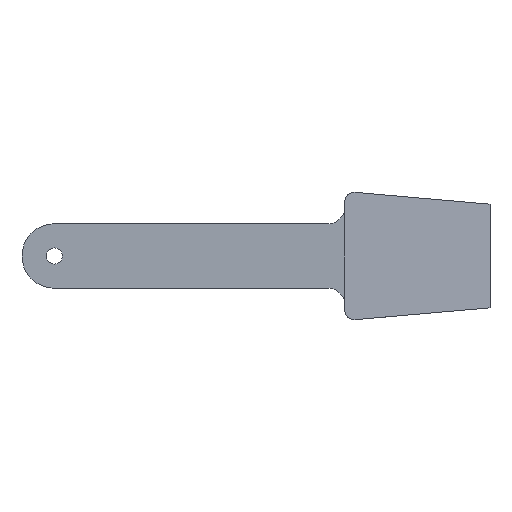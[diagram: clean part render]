
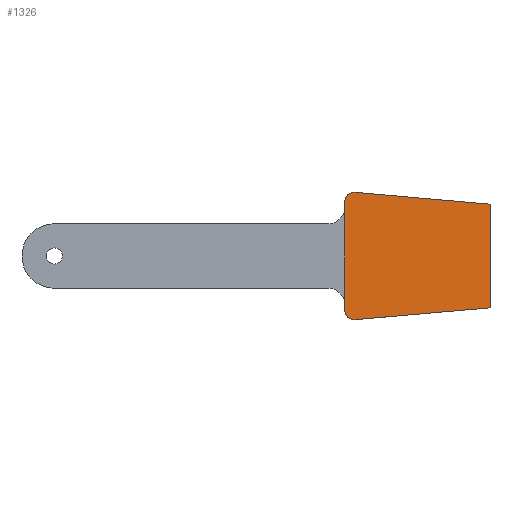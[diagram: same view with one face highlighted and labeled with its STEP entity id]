
A CAD part, top view. The second image highlights one B-rep face of the part: STEP entity #1326.
In plain terms, the highlighted planar face has unit normal (0.056, 0, 0.999).
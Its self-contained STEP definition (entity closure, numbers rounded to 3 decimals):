
#134 = CYLINDRICAL_SURFACE('',#135,3.);
#135 = AXIS2_PLACEMENT_3D('',#136,#137,#138);
#136 = CARTESIAN_POINT('',(53.,-16.726,0.));
#137 = DIRECTION('',(0.,0.,1.));
#138 = DIRECTION('',(0.087,-0.996,0.));
#162 = PLANE('',#163);
#163 = AXIS2_PLACEMENT_3D('',#164,#165,#166);
#164 = CARTESIAN_POINT('',(95.,-16.063,0.));
#165 = DIRECTION('',(0.087,-0.996,0.));
#166 = DIRECTION('',(-0.996,-0.087,0.));
#190 = PLANE('',#191);
#191 = AXIS2_PLACEMENT_3D('',#192,#193,#194);
#192 = CARTESIAN_POINT('',(95.,16.063,0.));
#193 = DIRECTION('',(1.,0.,0.));
#194 = DIRECTION('',(0.,-1.,0.));
#218 = PLANE('',#219);
#219 = AXIS2_PLACEMENT_3D('',#220,#221,#222);
#220 = CARTESIAN_POINT('',(50.,20.,0.));
#221 = DIRECTION('',(0.087,0.996,0.));
#222 = DIRECTION('',(0.996,-0.087,0.));
#247 = CYLINDRICAL_SURFACE('',#248,3.);
#248 = AXIS2_PLACEMENT_3D('',#249,#250,#251);
#249 = CARTESIAN_POINT('',(53.,16.726,0.));
#250 = DIRECTION('',(0.,0.,1.));
#251 = DIRECTION('',(0.087,0.996,0.));
#510 = PLANE('',#511);
#511 = AXIS2_PLACEMENT_3D('',#512,#513,#514);
#512 = CARTESIAN_POINT('',(26.184,0.,3.));
#513 = DIRECTION('',(0.,0.,1.));
#514 = DIRECTION('',(1.,0.,0.));
#802 = EDGE_CURVE('',#803,#805,#807,.T.);
#803 = VERTEX_POINT('',#804);
#804 = CARTESIAN_POINT('',(53.261,-19.715,
    2.819));
#805 = VERTEX_POINT('',#806);
#806 = CARTESIAN_POINT('',(50.,-16.751,3.));
#807 = SURFACE_CURVE('',#808,(#813,#823),.PCURVE_S1.);
#808 = ELLIPSE('',#809,3.005,3.);
#809 = AXIS2_PLACEMENT_3D('',#810,#811,#812);
#810 = CARTESIAN_POINT('',(53.,-16.726,2.833));
#811 = DIRECTION('',(-0.055,0.,
    -0.998));
#812 = DIRECTION('',(-0.998,0.,
    0.055));
#813 = PCURVE('',#134,#814);
#814 = DEFINITIONAL_REPRESENTATION('',(#815),#822);
#815 = B_SPLINE_CURVE_WITH_KNOTS('',5,(#816,#817,#818,#819,#820,#821),
  .UNSPECIFIED.,.F.,.F.,(6,6),(4.625,6.275),
  .PIECEWISE_BEZIER_KNOTS.);
#816 = CARTESIAN_POINT('',(0.,2.819));
#817 = CARTESIAN_POINT('',(-0.33,2.874));
#818 = CARTESIAN_POINT('',(-0.66,2.93));
#819 = CARTESIAN_POINT('',(-0.99,2.976));
#820 = CARTESIAN_POINT('',(-1.32,3.));
#821 = CARTESIAN_POINT('',(-1.65,3.));
#822 = ( GEOMETRIC_REPRESENTATION_CONTEXT(2) 
PARAMETRIC_REPRESENTATION_CONTEXT() REPRESENTATION_CONTEXT('2D SPACE',''
  ) );
#823 = PCURVE('',#824,#829);
#824 = PLANE('',#825);
#825 = AXIS2_PLACEMENT_3D('',#826,#827,#828);
#826 = CARTESIAN_POINT('',(72.5,16.063,1.75));
#827 = DIRECTION('',(0.055,0.,
    0.998));
#828 = DIRECTION('',(0.,1.,0.));
#829 = DEFINITIONAL_REPRESENTATION('',(#830),#838);
#830 = ( BOUNDED_CURVE() B_SPLINE_CURVE(2,(#831,#832,#833,#834,#835,#836
,#837),.UNSPECIFIED.,.T.,.F.) B_SPLINE_CURVE_WITH_KNOTS((1,2,2,2,2,1),(
    -2.094,0.,2.094,4.189,6.283,
8.378),.UNSPECIFIED.) CURVE() GEOMETRIC_REPRESENTATION_ITEM() 
RATIONAL_B_SPLINE_CURVE((1.,0.5,1.,0.5,1.,0.5,1.)) REPRESENTATION_ITEM(
  '') );
#831 = CARTESIAN_POINT('',(-32.789,22.535));
#832 = CARTESIAN_POINT('',(-27.593,22.535));
#833 = CARTESIAN_POINT('',(-30.191,18.028));
#834 = CARTESIAN_POINT('',(-32.789,13.521));
#835 = CARTESIAN_POINT('',(-35.387,18.028));
#836 = CARTESIAN_POINT('',(-37.985,22.535));
#837 = CARTESIAN_POINT('',(-32.789,22.535));
#838 = ( GEOMETRIC_REPRESENTATION_CONTEXT(2) 
PARAMETRIC_REPRESENTATION_CONTEXT() REPRESENTATION_CONTEXT('2D SPACE',''
  ) );
#941 = EDGE_CURVE('',#942,#803,#944,.T.);
#942 = VERTEX_POINT('',#943);
#943 = CARTESIAN_POINT('',(95.,-16.063,0.5));
#944 = SURFACE_CURVE('',#945,(#949,#956),.PCURVE_S1.);
#945 = LINE('',#946,#947);
#946 = CARTESIAN_POINT('',(85.239,-16.917,
    1.042));
#947 = VECTOR('',#948,1.);
#948 = DIRECTION('',(-0.995,-0.087,
    0.055));
#949 = PCURVE('',#162,#950);
#950 = DEFINITIONAL_REPRESENTATION('',(#951),#955);
#951 = LINE('',#952,#953);
#952 = CARTESIAN_POINT('',(9.798,-1.042));
#953 = VECTOR('',#954,1.);
#954 = DIRECTION('',(0.998,-0.055));
#955 = ( GEOMETRIC_REPRESENTATION_CONTEXT(2) 
PARAMETRIC_REPRESENTATION_CONTEXT() REPRESENTATION_CONTEXT('2D SPACE',''
  ) );
#956 = PCURVE('',#824,#957);
#957 = DEFINITIONAL_REPRESENTATION('',(#958),#962);
#958 = LINE('',#959,#960);
#959 = CARTESIAN_POINT('',(-32.98,-12.759));
#960 = VECTOR('',#961,1.);
#961 = DIRECTION('',(-0.087,0.996));
#962 = ( GEOMETRIC_REPRESENTATION_CONTEXT(2) 
PARAMETRIC_REPRESENTATION_CONTEXT() REPRESENTATION_CONTEXT('2D SPACE',''
  ) );
#1041 = VERTEX_POINT('',#1042);
#1042 = CARTESIAN_POINT('',(95.,16.063,0.5));
#1063 = EDGE_CURVE('',#1041,#942,#1064,.T.);
#1064 = SURFACE_CURVE('',#1065,(#1069,#1076),.PCURVE_S1.);
#1065 = LINE('',#1066,#1067);
#1066 = CARTESIAN_POINT('',(95.,16.063,0.5));
#1067 = VECTOR('',#1068,1.);
#1068 = DIRECTION('',(0.,-1.,0.));
#1069 = PCURVE('',#190,#1070);
#1070 = DEFINITIONAL_REPRESENTATION('',(#1071),#1075);
#1071 = LINE('',#1072,#1073);
#1072 = CARTESIAN_POINT('',(0.,-0.5));
#1073 = VECTOR('',#1074,1.);
#1074 = DIRECTION('',(1.,0.));
#1075 = ( GEOMETRIC_REPRESENTATION_CONTEXT(2) 
PARAMETRIC_REPRESENTATION_CONTEXT() REPRESENTATION_CONTEXT('2D SPACE',''
  ) );
#1076 = PCURVE('',#824,#1077);
#1077 = DEFINITIONAL_REPRESENTATION('',(#1078),#1082);
#1078 = LINE('',#1079,#1080);
#1079 = CARTESIAN_POINT('',(0.,-22.535));
#1080 = VECTOR('',#1081,1.);
#1081 = DIRECTION('',(-1.,0.));
#1082 = ( GEOMETRIC_REPRESENTATION_CONTEXT(2) 
PARAMETRIC_REPRESENTATION_CONTEXT() REPRESENTATION_CONTEXT('2D SPACE',''
  ) );
#1138 = EDGE_CURVE('',#1041,#1139,#1141,.T.);
#1139 = VERTEX_POINT('',#1140);
#1140 = CARTESIAN_POINT('',(53.261,19.715,
    2.819));
#1141 = SURFACE_CURVE('',#1142,(#1146,#1153),.PCURVE_S1.);
#1142 = LINE('',#1143,#1144);
#1143 = CARTESIAN_POINT('',(61.418,19.001,
    2.366));
#1144 = VECTOR('',#1145,1.);
#1145 = DIRECTION('',(-0.995,0.087,
    0.055));
#1146 = PCURVE('',#218,#1147);
#1147 = DEFINITIONAL_REPRESENTATION('',(#1148),#1152);
#1148 = LINE('',#1149,#1150);
#1149 = CARTESIAN_POINT('',(11.461,-2.366));
#1150 = VECTOR('',#1151,1.);
#1151 = DIRECTION('',(-0.998,-0.055));
#1152 = ( GEOMETRIC_REPRESENTATION_CONTEXT(2) 
PARAMETRIC_REPRESENTATION_CONTEXT() REPRESENTATION_CONTEXT('2D SPACE',''
  ) );
#1153 = PCURVE('',#824,#1154);
#1154 = DEFINITIONAL_REPRESENTATION('',(#1155),#1159);
#1155 = LINE('',#1156,#1157);
#1156 = CARTESIAN_POINT('',(2.938,11.099));
#1157 = VECTOR('',#1158,1.);
#1158 = DIRECTION('',(0.087,0.996));
#1159 = ( GEOMETRIC_REPRESENTATION_CONTEXT(2) 
PARAMETRIC_REPRESENTATION_CONTEXT() REPRESENTATION_CONTEXT('2D SPACE',''
  ) );
#1187 = EDGE_CURVE('',#1139,#1188,#1190,.T.);
#1188 = VERTEX_POINT('',#1189);
#1189 = CARTESIAN_POINT('',(50.,16.751,3.));
#1190 = SURFACE_CURVE('',#1191,(#1196,#1206),.PCURVE_S1.);
#1191 = ELLIPSE('',#1192,3.005,3.);
#1192 = AXIS2_PLACEMENT_3D('',#1193,#1194,#1195);
#1193 = CARTESIAN_POINT('',(53.,16.726,2.833));
#1194 = DIRECTION('',(0.055,0.,
    0.998));
#1195 = DIRECTION('',(-0.998,0.,
    0.055));
#1196 = PCURVE('',#247,#1197);
#1197 = DEFINITIONAL_REPRESENTATION('',(#1198),#1205);
#1198 = B_SPLINE_CURVE_WITH_KNOTS('',5,(#1199,#1200,#1201,#1202,#1203,
    #1204),.UNSPECIFIED.,.F.,.F.,(6,6),(4.625,6.275),
  .PIECEWISE_BEZIER_KNOTS.);
#1199 = CARTESIAN_POINT('',(0.,2.819));
#1200 = CARTESIAN_POINT('',(0.33,2.874));
#1201 = CARTESIAN_POINT('',(0.66,2.93));
#1202 = CARTESIAN_POINT('',(0.99,2.976));
#1203 = CARTESIAN_POINT('',(1.32,3.));
#1204 = CARTESIAN_POINT('',(1.65,3.));
#1205 = ( GEOMETRIC_REPRESENTATION_CONTEXT(2) 
PARAMETRIC_REPRESENTATION_CONTEXT() REPRESENTATION_CONTEXT('2D SPACE',''
  ) );
#1206 = PCURVE('',#824,#1207);
#1207 = DEFINITIONAL_REPRESENTATION('',(#1208),#1212);
#1208 = ELLIPSE('',#1209,3.005,3.);
#1209 = AXIS2_PLACEMENT_2D('',#1210,#1211);
#1210 = CARTESIAN_POINT('',(0.663,19.53));
#1211 = DIRECTION('',(0.,1.));
#1212 = ( GEOMETRIC_REPRESENTATION_CONTEXT(2) 
PARAMETRIC_REPRESENTATION_CONTEXT() REPRESENTATION_CONTEXT('2D SPACE',''
  ) );
#1300 = EDGE_CURVE('',#1188,#805,#1301,.T.);
#1301 = SURFACE_CURVE('',#1302,(#1306,#1313),.PCURVE_S1.);
#1302 = LINE('',#1303,#1304);
#1303 = CARTESIAN_POINT('',(50.,16.063,3.));
#1304 = VECTOR('',#1305,1.);
#1305 = DIRECTION('',(0.,-1.,0.));
#1306 = PCURVE('',#510,#1307);
#1307 = DEFINITIONAL_REPRESENTATION('',(#1308),#1312);
#1308 = LINE('',#1309,#1310);
#1309 = CARTESIAN_POINT('',(23.816,16.063));
#1310 = VECTOR('',#1311,1.);
#1311 = DIRECTION('',(0.,-1.));
#1312 = ( GEOMETRIC_REPRESENTATION_CONTEXT(2) 
PARAMETRIC_REPRESENTATION_CONTEXT() REPRESENTATION_CONTEXT('2D SPACE',''
  ) );
#1313 = PCURVE('',#824,#1314);
#1314 = DEFINITIONAL_REPRESENTATION('',(#1315),#1319);
#1315 = LINE('',#1316,#1317);
#1316 = CARTESIAN_POINT('',(-0.,22.535));
#1317 = VECTOR('',#1318,1.);
#1318 = DIRECTION('',(-1.,0.));
#1319 = ( GEOMETRIC_REPRESENTATION_CONTEXT(2) 
PARAMETRIC_REPRESENTATION_CONTEXT() REPRESENTATION_CONTEXT('2D SPACE',''
  ) );
#1326 = ADVANCED_FACE('',(#1327),#824,.T.);
#1327 = FACE_BOUND('',#1328,.F.);
#1328 = EDGE_LOOP('',(#1329,#1330,#1331,#1332,#1333,#1334));
#1329 = ORIENTED_EDGE('',*,*,#1138,.F.);
#1330 = ORIENTED_EDGE('',*,*,#1063,.T.);
#1331 = ORIENTED_EDGE('',*,*,#941,.T.);
#1332 = ORIENTED_EDGE('',*,*,#802,.T.);
#1333 = ORIENTED_EDGE('',*,*,#1300,.F.);
#1334 = ORIENTED_EDGE('',*,*,#1187,.F.);
